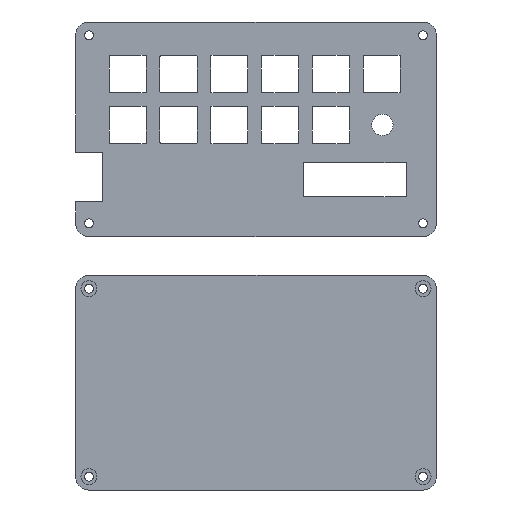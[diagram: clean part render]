
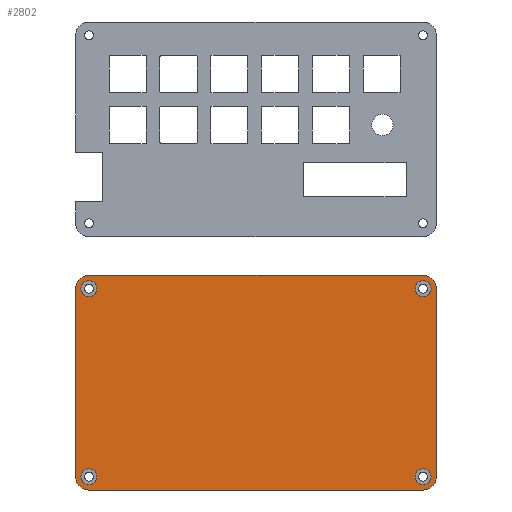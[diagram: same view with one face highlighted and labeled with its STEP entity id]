
A CAD part, front view. The second image highlights one B-rep face of the part: STEP entity #2802.
In plain terms, the highlighted planar face has unit normal (0, -1, 0).
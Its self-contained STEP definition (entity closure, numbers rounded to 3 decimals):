
#25=FACE_BOUND('',#319,.T.);
#26=FACE_BOUND('',#320,.T.);
#27=FACE_BOUND('',#321,.T.);
#28=FACE_BOUND('',#322,.T.);
#80=PLANE('',#2987);
#164=FACE_OUTER_BOUND('',#318,.T.);
#318=EDGE_LOOP('',(#1983,#1984,#1985,#1986,#1987,#1988,#1989,#1990));
#319=EDGE_LOOP('',(#1991));
#320=EDGE_LOOP('',(#1992));
#321=EDGE_LOOP('',(#1993));
#322=EDGE_LOOP('',(#1994));
#493=LINE('',#4119,#767);
#507=LINE('',#4163,#781);
#510=LINE('',#4172,#784);
#532=LINE('',#4233,#806);
#767=VECTOR('',#3254,10.);
#781=VECTOR('',#3290,10.);
#784=VECTOR('',#3299,10.);
#806=VECTOR('',#3367,10.);
#1038=CIRCLE('',#2948,5.);
#1046=CIRCLE('',#2959,5.);
#1047=CIRCLE('',#2962,5.);
#1048=CIRCLE('',#2965,5.);
#1050=CIRCLE('',#2974,3.);
#1052=CIRCLE('',#2977,3.);
#1054=CIRCLE('',#2980,3.);
#1056=CIRCLE('',#2983,3.);
#1183=VERTEX_POINT('',#4109);
#1184=VERTEX_POINT('',#4111);
#1186=VERTEX_POINT('',#4117);
#1204=VERTEX_POINT('',#4157);
#1205=VERTEX_POINT('',#4161);
#1206=VERTEX_POINT('',#4165);
#1207=VERTEX_POINT('',#4167);
#1208=VERTEX_POINT('',#4171);
#1218=VERTEX_POINT('',#4208);
#1220=VERTEX_POINT('',#4214);
#1222=VERTEX_POINT('',#4220);
#1224=VERTEX_POINT('',#4226);
#1459=EDGE_CURVE('',#1183,#1184,#1038,.T.);
#1463=EDGE_CURVE('',#1183,#1186,#493,.T.);
#1483=EDGE_CURVE('',#1204,#1186,#1046,.T.);
#1485=EDGE_CURVE('',#1204,#1205,#507,.T.);
#1487=EDGE_CURVE('',#1206,#1207,#1047,.T.);
#1489=EDGE_CURVE('',#1208,#1207,#510,.T.);
#1494=EDGE_CURVE('',#1208,#1205,#1048,.T.);
#1509=EDGE_CURVE('',#1218,#1218,#1050,.T.);
#1512=EDGE_CURVE('',#1220,#1220,#1052,.T.);
#1515=EDGE_CURVE('',#1222,#1222,#1054,.T.);
#1518=EDGE_CURVE('',#1224,#1224,#1056,.T.);
#1520=EDGE_CURVE('',#1206,#1184,#532,.T.);
#1983=ORIENTED_EDGE('',*,*,#1459,.F.);
#1984=ORIENTED_EDGE('',*,*,#1463,.T.);
#1985=ORIENTED_EDGE('',*,*,#1483,.F.);
#1986=ORIENTED_EDGE('',*,*,#1485,.T.);
#1987=ORIENTED_EDGE('',*,*,#1494,.F.);
#1988=ORIENTED_EDGE('',*,*,#1489,.T.);
#1989=ORIENTED_EDGE('',*,*,#1487,.F.);
#1990=ORIENTED_EDGE('',*,*,#1520,.T.);
#1991=ORIENTED_EDGE('',*,*,#1512,.F.);
#1992=ORIENTED_EDGE('',*,*,#1509,.F.);
#1993=ORIENTED_EDGE('',*,*,#1518,.F.);
#1994=ORIENTED_EDGE('',*,*,#1515,.F.);
#2802=ADVANCED_FACE('',(#164,#25,#26,#27,#28),#80,.F.);
#2948=AXIS2_PLACEMENT_3D('',#4112,#3247,#3248);
#2959=AXIS2_PLACEMENT_3D('',#4159,#3285,#3286);
#2962=AXIS2_PLACEMENT_3D('',#4168,#3294,#3295);
#2965=AXIS2_PLACEMENT_3D('',#4180,#3306,#3307);
#2974=AXIS2_PLACEMENT_3D('',#4210,#3337,#3338);
#2977=AXIS2_PLACEMENT_3D('',#4216,#3344,#3345);
#2980=AXIS2_PLACEMENT_3D('',#4222,#3351,#3352);
#2983=AXIS2_PLACEMENT_3D('',#4228,#3358,#3359);
#2987=AXIS2_PLACEMENT_3D('',#4234,#3368,#3369);
#3247=DIRECTION('center_axis',(0.,1.,0.));
#3248=DIRECTION('ref_axis',(0.707,0.,-0.707));
#3254=DIRECTION('',(0.,0.,1.));
#3285=DIRECTION('center_axis',(0.,1.,0.));
#3286=DIRECTION('ref_axis',(0.707,0.,0.707));
#3290=DIRECTION('',(-1.,0.,0.));
#3294=DIRECTION('center_axis',(0.,1.,0.));
#3295=DIRECTION('ref_axis',(-0.707,0.,-0.707));
#3299=DIRECTION('',(0.,0.,-1.));
#3306=DIRECTION('center_axis',(0.,1.,0.));
#3307=DIRECTION('ref_axis',(-0.707,0.,0.707));
#3337=DIRECTION('center_axis',(0.,-1.,0.));
#3338=DIRECTION('ref_axis',(1.,0.,0.));
#3344=DIRECTION('center_axis',(0.,-1.,0.));
#3345=DIRECTION('ref_axis',(1.,0.,0.));
#3351=DIRECTION('center_axis',(0.,-1.,0.));
#3352=DIRECTION('ref_axis',(1.,0.,0.));
#3358=DIRECTION('center_axis',(0.,-1.,0.));
#3359=DIRECTION('ref_axis',(1.,0.,0.));
#3367=DIRECTION('',(1.,0.,0.));
#3368=DIRECTION('center_axis',(0.,1.,0.));
#3369=DIRECTION('ref_axis',(1.,0.,0.));
#4109=CARTESIAN_POINT('',(125.3,0.,-5.));
#4111=CARTESIAN_POINT('',(120.3,0.,-10.));
#4112=CARTESIAN_POINT('Origin',(120.3,0.,-5.));
#4117=CARTESIAN_POINT('',(125.3,0.,65.53));
#4119=CARTESIAN_POINT('',(125.3,0.,-10.));
#4157=CARTESIAN_POINT('',(120.3,0.,70.53));
#4159=CARTESIAN_POINT('Origin',(120.3,0.,65.53));
#4161=CARTESIAN_POINT('',(-5.,0.,70.53));
#4163=CARTESIAN_POINT('',(125.3,0.,70.53));
#4165=CARTESIAN_POINT('',(-5.,0.,-10.));
#4167=CARTESIAN_POINT('',(-10.,0.,-5.));
#4168=CARTESIAN_POINT('Origin',(-5.,0.,-5.));
#4171=CARTESIAN_POINT('',(-10.,0.,65.53));
#4172=CARTESIAN_POINT('',(-10.,0.,70.53));
#4180=CARTESIAN_POINT('Origin',(-5.,0.,65.53));
#4208=CARTESIAN_POINT('',(117.3,0.,65.53));
#4210=CARTESIAN_POINT('Origin',(120.3,0.,65.53));
#4214=CARTESIAN_POINT('',(117.3,0.,-5.));
#4216=CARTESIAN_POINT('Origin',(120.3,0.,-5.));
#4220=CARTESIAN_POINT('',(-8.,0.,-5.));
#4222=CARTESIAN_POINT('Origin',(-5.,0.,-5.));
#4226=CARTESIAN_POINT('',(-8.,0.,65.53));
#4228=CARTESIAN_POINT('Origin',(-5.,0.,65.53));
#4233=CARTESIAN_POINT('',(-10.,0.,-10.));
#4234=CARTESIAN_POINT('Origin',(57.65,0.,30.265));
